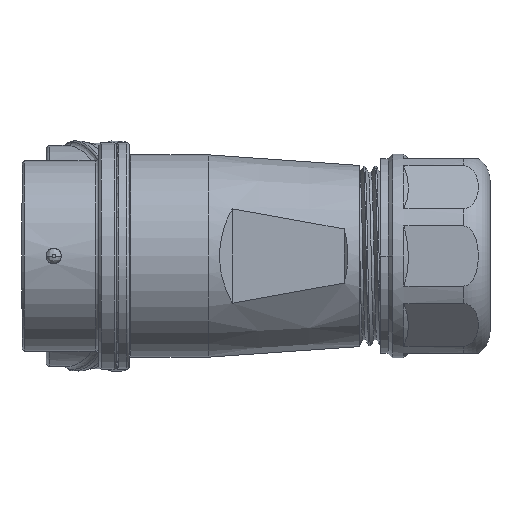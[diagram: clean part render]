
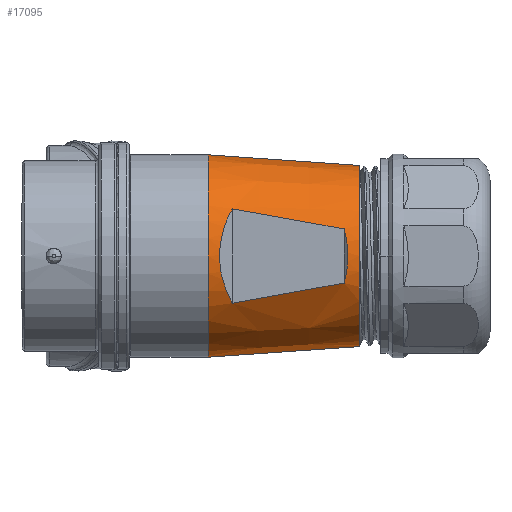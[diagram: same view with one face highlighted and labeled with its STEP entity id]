
A CAD part, left-side view. The second image highlights one B-rep face of the part: STEP entity #17095.
In plain terms, the highlighted conical face has half-angle 4 degrees and reference radius 12.7 mm.
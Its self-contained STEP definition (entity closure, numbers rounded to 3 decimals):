
#3624=DIRECTION('',(0.,0.998,0.07));
#3625=VECTOR('',#3624,20.07);
#3626=CARTESIAN_POINT('',(0.,-51.2,12.));
#3627=LINE('',#3626,#3625);
#3633=DIRECTION('',(0.,-0.998,0.07));
#3634=VECTOR('',#3633,20.07);
#3635=CARTESIAN_POINT('',(0.,-31.179,-13.4));
#3636=LINE('',#3635,#3634);
#3637=CARTESIAN_POINT('',(0.,-51.2,0.));
#3638=DIRECTION('',(0.,1.,0.));
#3639=DIRECTION('',(0.,0.,-1.));
#3640=AXIS2_PLACEMENT_3D('',#3637,#3638,#3639);
#3657=CARTESIAN_POINT('',(0.,-31.179,0.));
#3658=DIRECTION('',(0.,1.,0.));
#3659=DIRECTION('',(0.,0.,-1.));
#3660=AXIS2_PLACEMENT_3D('',#3657,#3658,#3659);
#3662=CARTESIAN_POINT('',(-11.6,-49.173,3.586));
#3663=CARTESIAN_POINT('',(-11.944,-49.517,
2.391));
#3664=CARTESIAN_POINT('',(-12.268,-49.841,0.));
#3665=CARTESIAN_POINT('',(-11.944,-49.517,
-2.391));
#3666=CARTESIAN_POINT('',(-11.6,-49.173,-3.586));
#3668=CARTESIAN_POINT('',(-11.6,-34.374,6.25));
#3669=CARTESIAN_POINT('',(-11.6,-35.45,6.091));
#3670=CARTESIAN_POINT('',(-11.6,-37.533,5.773));
#3671=CARTESIAN_POINT('',(-11.6,-40.238,5.339));
#3672=CARTESIAN_POINT('',(-11.6,-43.166,4.828));
#3673=CARTESIAN_POINT('',(-11.6,-46.404,4.21));
#3674=CARTESIAN_POINT('',(-11.6,-48.271,3.8));
#3675=CARTESIAN_POINT('',(-11.6,-49.173,3.586));
#3681=CARTESIAN_POINT('',(-11.6,-49.173,-3.586));
#3682=CARTESIAN_POINT('',(-11.6,-48.3,-3.793));
#3683=CARTESIAN_POINT('',(-11.6,-46.477,-4.195));
#3684=CARTESIAN_POINT('',(-11.6,-43.236,-4.816));
#3685=CARTESIAN_POINT('',(-11.6,-40.312,-5.327));
#3686=CARTESIAN_POINT('',(-11.6,-37.601,-5.763));
#3687=CARTESIAN_POINT('',(-11.6,-35.477,-6.087));
#3688=CARTESIAN_POINT('',(-11.6,-34.374,-6.25));
#3690=CARTESIAN_POINT('',(-11.6,-34.374,-6.25));
#3691=CARTESIAN_POINT('',(-12.21,-33.765,
-5.208));
#3692=CARTESIAN_POINT('',(-13.035,-32.939,
-3.125));
#3693=CARTESIAN_POINT('',(-13.425,-32.549,0.));
#3694=CARTESIAN_POINT('',(-13.035,-32.939,
3.125));
#3695=CARTESIAN_POINT('',(-12.21,-33.765,
5.208));
#3696=CARTESIAN_POINT('',(-11.6,-34.374,6.25));
#10396=CARTESIAN_POINT('',(0.,-31.179,13.4));
#10397=VERTEX_POINT('',#10396);
#10398=CARTESIAN_POINT('',(0.,-31.179,-13.4));
#10399=VERTEX_POINT('',#10398);
#10400=CARTESIAN_POINT('',(0.,-51.2,12.));
#10401=CARTESIAN_POINT('',(0.,-51.2,-12.));
#10402=VERTEX_POINT('',#10400);
#10403=VERTEX_POINT('',#10401);
#10415=VERTEX_POINT('',#3662);
#10416=VERTEX_POINT('',#3666);
#10417=VERTEX_POINT('',#3668);
#10418=VERTEX_POINT('',#3690);
#17074=CARTESIAN_POINT('',(0.,-41.19,0.));
#17075=DIRECTION('',(0.,1.,0.));
#17076=DIRECTION('',(0.,0.,1.));
#17077=AXIS2_PLACEMENT_3D('',#17074,#17075,#17076);
#17078=CONICAL_SURFACE('',#17077,12.7,4.);
#17079=ORIENTED_EDGE('',*,*,#17056,.F.);
#17080=ORIENTED_EDGE('',*,*,#17036,.F.);
#17081=ORIENTED_EDGE('',*,*,#17006,.T.);
#17082=ORIENTED_EDGE('',*,*,#17033,.F.);
#17083=EDGE_LOOP('',(#17079,#17080,#17081,#17082));
#17084=FACE_OUTER_BOUND('',#17083,.F.);
#17086=ORIENTED_EDGE('',*,*,#17085,.F.);
#17088=ORIENTED_EDGE('',*,*,#17087,.F.);
#17090=ORIENTED_EDGE('',*,*,#17089,.F.);
#17092=ORIENTED_EDGE('',*,*,#17091,.F.);
#17093=EDGE_LOOP('',(#17086,#17088,#17090,#17092));
#17094=FACE_BOUND('',#17093,.F.);
#17095=ADVANCED_FACE('',(#17084,#17094),#17078,.T.);
#3641=CIRCLE('',#3640,12.);
#3661=CIRCLE('',#3660,13.4);
#3667=B_SPLINE_CURVE_WITH_KNOTS('',3,(#3662,#3663,#3664,#3665,#3666),
.UNSPECIFIED.,.F.,.F.,(4,1,4),(0.,0.5,1.),.UNSPECIFIED.);
#3676=B_SPLINE_CURVE_WITH_KNOTS('',3,(#3668,#3669,#3670,#3671,#3672,#3673,#3674,
#3675),.UNSPECIFIED.,.F.,.F.,(4,1,1,1,1,4),(0.,0.2,0.4,0.6,0.8,1.),
.UNSPECIFIED.);
#3689=B_SPLINE_CURVE_WITH_KNOTS('',3,(#3681,#3682,#3683,#3684,#3685,#3686,#3687,
#3688),.UNSPECIFIED.,.F.,.F.,(4,1,1,1,1,4),(0.,0.2,0.4,0.6,0.8,1.),
.UNSPECIFIED.);
#3697=B_SPLINE_CURVE_WITH_KNOTS('',3,(#3690,#3691,#3692,#3693,#3694,#3695,
#3696),.UNSPECIFIED.,.F.,.F.,(4,1,1,1,4),(0.,0.25,0.5,0.75,1.),
.UNSPECIFIED.);
#17006=EDGE_CURVE('',#10399,#10397,#3661,.T.);
#17033=EDGE_CURVE('',#10402,#10397,#3627,.T.);
#17036=EDGE_CURVE('',#10399,#10403,#3636,.T.);
#17056=EDGE_CURVE('',#10403,#10402,#3641,.T.);
#17085=EDGE_CURVE('',#10415,#10416,#3667,.T.);
#17087=EDGE_CURVE('',#10417,#10415,#3676,.T.);
#17089=EDGE_CURVE('',#10418,#10417,#3697,.T.);
#17091=EDGE_CURVE('',#10416,#10418,#3689,.T.);
